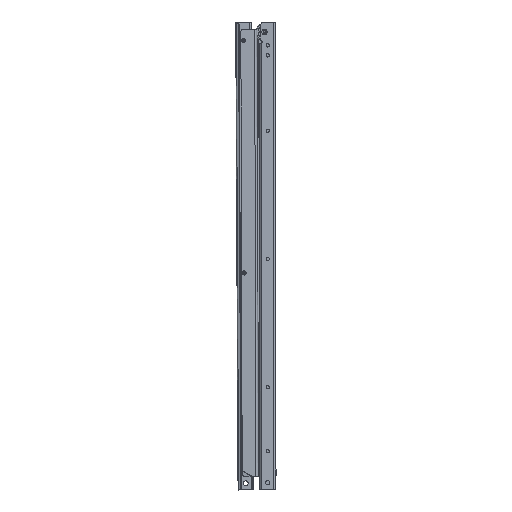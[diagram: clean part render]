
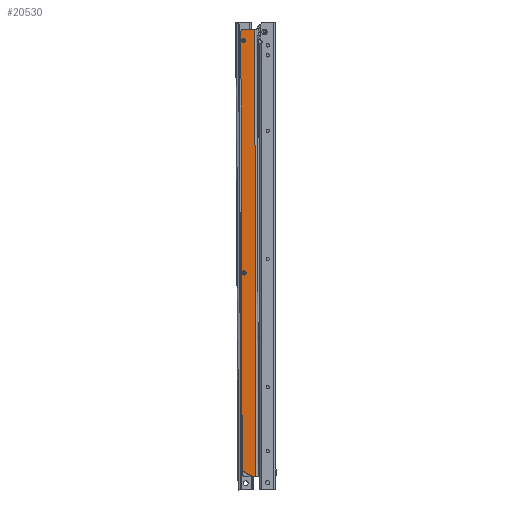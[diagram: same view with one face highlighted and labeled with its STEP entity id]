
A CAD part, left-side view. The second image highlights one B-rep face of the part: STEP entity #20530.
In plain terms, the highlighted planar face has unit normal (-1, 0, 0).
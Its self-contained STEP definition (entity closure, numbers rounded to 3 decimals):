
#236 = ORIENTED_EDGE ( 'NONE', *, *, #54756, .T. ) ;
#570 = VERTEX_POINT ( 'NONE', #4531 ) ;
#980 = VECTOR ( 'NONE', #20183, 1000. ) ;
#1501 = EDGE_LOOP ( 'NONE', ( #4885, #49723 ) ) ;
#2461 = DIRECTION ( 'NONE',  ( 1., 0., 0. ) ) ;
#3103 = AXIS2_PLACEMENT_3D ( 'NONE', #63919, #69238, #53422 ) ;
#3908 = CARTESIAN_POINT ( 'NONE',  ( -7.5, 1.225, -670. ) ) ;
#4531 = CARTESIAN_POINT ( 'NONE',  ( -7.5, 1.225, 0. ) ) ;
#4885 = ORIENTED_EDGE ( 'NONE', *, *, #10477, .T. ) ;
#5444 = VECTOR ( 'NONE', #67527, 1000. ) ;
#5470 = ORIENTED_EDGE ( 'NONE', *, *, #62687, .F. ) ;
#5602 = CARTESIAN_POINT ( 'NONE',  ( -7.5, 21.9, -670. ) ) ;
#6206 = VERTEX_POINT ( 'NONE', #52031 ) ;
#6790 = AXIS2_PLACEMENT_3D ( 'NONE', #44174, #7699, #65980 ) ;
#7699 = DIRECTION ( 'NONE',  ( -1., 0., 0. ) ) ;
#7969 = ORIENTED_EDGE ( 'NONE', *, *, #41194, .T. ) ;
#8566 = ORIENTED_EDGE ( 'NONE', *, *, #12901, .T. ) ;
#9365 = VECTOR ( 'NONE', #20686, 1000. ) ;
#9376 = CARTESIAN_POINT ( 'NONE',  ( -7.5, 21.9, -670. ) ) ;
#10477 = EDGE_CURVE ( 'NONE', #28388, #6206, #26042, .T. ) ;
#10632 = DIRECTION ( 'NONE',  ( 0., -1., 0. ) ) ;
#11950 = ORIENTED_EDGE ( 'NONE', *, *, #52448, .T. ) ;
#12901 = EDGE_CURVE ( 'NONE', #69120, #25765, #35184, .T. ) ;
#13233 = CARTESIAN_POINT ( 'NONE',  ( -7.5, 1.225, -670. ) ) ;
#15525 = CIRCLE ( 'NONE', #3103, 4. ) ;
#15638 = VERTEX_POINT ( 'NONE', #36063 ) ;
#15982 = LINE ( 'NONE', #31915, #29743 ) ;
#16490 = EDGE_CURVE ( 'NONE', #30412, #18333, #15525, .T. ) ;
#16744 = DIRECTION ( 'NONE',  ( 1., 0., 0. ) ) ;
#18333 = VERTEX_POINT ( 'NONE', #39484 ) ;
#20183 = DIRECTION ( 'NONE',  ( 0., 0., 1. ) ) ;
#20243 = DIRECTION ( 'NONE',  ( 0., -1., 0. ) ) ;
#20530 = ADVANCED_FACE ( 'NONE', ( #34585, #33538, #56150 ), #39563, .T. ) ;
#20686 = DIRECTION ( 'NONE',  ( 0., 0., 1. ) ) ;
#24039 = DIRECTION ( 'NONE',  ( 0., -1., 0. ) ) ;
#24139 = CARTESIAN_POINT ( 'NONE',  ( -7.5, 18.1, -365. ) ) ;
#24205 = ORIENTED_EDGE ( 'NONE', *, *, #42504, .F. ) ;
#25765 = VERTEX_POINT ( 'NONE', #64701 ) ;
#26042 = CIRCLE ( 'NONE', #65491, 3.2 ) ;
#27162 = DIRECTION ( 'NONE',  ( 0., -1., 0. ) ) ;
#28388 = VERTEX_POINT ( 'NONE', #43421 ) ;
#29735 = VERTEX_POINT ( 'NONE', #13233 ) ;
#29743 = VECTOR ( 'NONE', #20243, 1000. ) ;
#30412 = VERTEX_POINT ( 'NONE', #68299 ) ;
#31743 = ORIENTED_EDGE ( 'NONE', *, *, #16490, .T. ) ;
#31915 = CARTESIAN_POINT ( 'NONE',  ( -7.5, 21.9, 0. ) ) ;
#32503 = LINE ( 'NONE', #5602, #36370 ) ;
#33538 = FACE_BOUND ( 'NONE', #1501, .T. ) ;
#34585 = FACE_BOUND ( 'NONE', #66016, .T. ) ;
#34715 = AXIS2_PLACEMENT_3D ( 'NONE', #59069, #54493, #10632 ) ;
#35184 = CIRCLE ( 'NONE', #43088, 3.2 ) ;
#35751 = CARTESIAN_POINT ( 'NONE',  ( -7.5, 18.121, -663.454 ) ) ;
#36063 = CARTESIAN_POINT ( 'NONE',  ( -7.5, 6.783, -670. ) ) ;
#36370 = VECTOR ( 'NONE', #27162, 1000. ) ;
#38790 = CARTESIAN_POINT ( 'NONE',  ( -7.5, 18.1, -361.8 ) ) ;
#39484 = CARTESIAN_POINT ( 'NONE',  ( -7.5, 21.9, -4. ) ) ;
#39563 = PLANE ( 'NONE',  #6790 ) ;
#41194 = EDGE_CURVE ( 'NONE', #15638, #29735, #32503, .T. ) ;
#42504 = EDGE_CURVE ( 'NONE', #30412, #570, #15982, .T. ) ;
#43088 = AXIS2_PLACEMENT_3D ( 'NONE', #44334, #16744, #65774 ) ;
#43421 = CARTESIAN_POINT ( 'NONE',  ( -7.5, 18.1, -13.8 ) ) ;
#44174 = CARTESIAN_POINT ( 'NONE',  ( -7.5, 21.9, -670. ) ) ;
#44334 = CARTESIAN_POINT ( 'NONE',  ( -7.5, 18.1, -365. ) ) ;
#45276 = CARTESIAN_POINT ( 'NONE',  ( -7.5, 18.1, -17. ) ) ;
#46762 = EDGE_LOOP ( 'NONE', ( #5470, #7969, #236, #24205, #31743, #49097 ) ) ;
#47058 = LINE ( 'NONE', #3908, #980 ) ;
#49097 = ORIENTED_EDGE ( 'NONE', *, *, #59236, .F. ) ;
#49723 = ORIENTED_EDGE ( 'NONE', *, *, #61836, .T. ) ;
#52031 = CARTESIAN_POINT ( 'NONE',  ( -7.5, 18.1, -20.2 ) ) ;
#52448 = EDGE_CURVE ( 'NONE', #25765, #69120, #68493, .T. ) ;
#53422 = DIRECTION ( 'NONE',  ( 0., -1., 0. ) ) ;
#53910 = AXIS2_PLACEMENT_3D ( 'NONE', #24139, #67196, #61909 ) ;
#54493 = DIRECTION ( 'NONE',  ( 1., 0., 0. ) ) ;
#54756 = EDGE_CURVE ( 'NONE', #29735, #570, #47058, .T. ) ;
#56150 = FACE_OUTER_BOUND ( 'NONE', #46762, .T. ) ;
#58051 = LINE ( 'NONE', #35751, #5444 ) ;
#59069 = CARTESIAN_POINT ( 'NONE',  ( -7.5, 18.1, -17. ) ) ;
#59236 = EDGE_CURVE ( 'NONE', #66046, #18333, #64076, .T. ) ;
#61836 = EDGE_CURVE ( 'NONE', #6206, #28388, #65113, .T. ) ;
#61909 = DIRECTION ( 'NONE',  ( 0., -1., 0. ) ) ;
#62687 = EDGE_CURVE ( 'NONE', #15638, #66046, #58051, .T. ) ;
#63919 = CARTESIAN_POINT ( 'NONE',  ( -7.5, 17.9, -4. ) ) ;
#64076 = LINE ( 'NONE', #9376, #9365 ) ;
#64701 = CARTESIAN_POINT ( 'NONE',  ( -7.5, 18.1, -368.2 ) ) ;
#65113 = CIRCLE ( 'NONE', #34715, 3.2 ) ;
#65491 = AXIS2_PLACEMENT_3D ( 'NONE', #45276, #2461, #24039 ) ;
#65774 = DIRECTION ( 'NONE',  ( 0., -1., 0. ) ) ;
#65980 = DIRECTION ( 'NONE',  ( 0., -1., 0. ) ) ;
#66016 = EDGE_LOOP ( 'NONE', ( #8566, #11950 ) ) ;
#66046 = VERTEX_POINT ( 'NONE', #69510 ) ;
#67196 = DIRECTION ( 'NONE',  ( 1., 0., 0. ) ) ;
#67527 = DIRECTION ( 'NONE',  ( 0., 0.866, 0.5 ) ) ;
#68299 = CARTESIAN_POINT ( 'NONE',  ( -7.5, 17.9, 0. ) ) ;
#68493 = CIRCLE ( 'NONE', #53910, 3.2 ) ;
#69120 = VERTEX_POINT ( 'NONE', #38790 ) ;
#69238 = DIRECTION ( 'NONE',  ( -1., 0., 0. ) ) ;
#69510 = CARTESIAN_POINT ( 'NONE',  ( -7.5, 21.9, -661.272 ) ) ;
